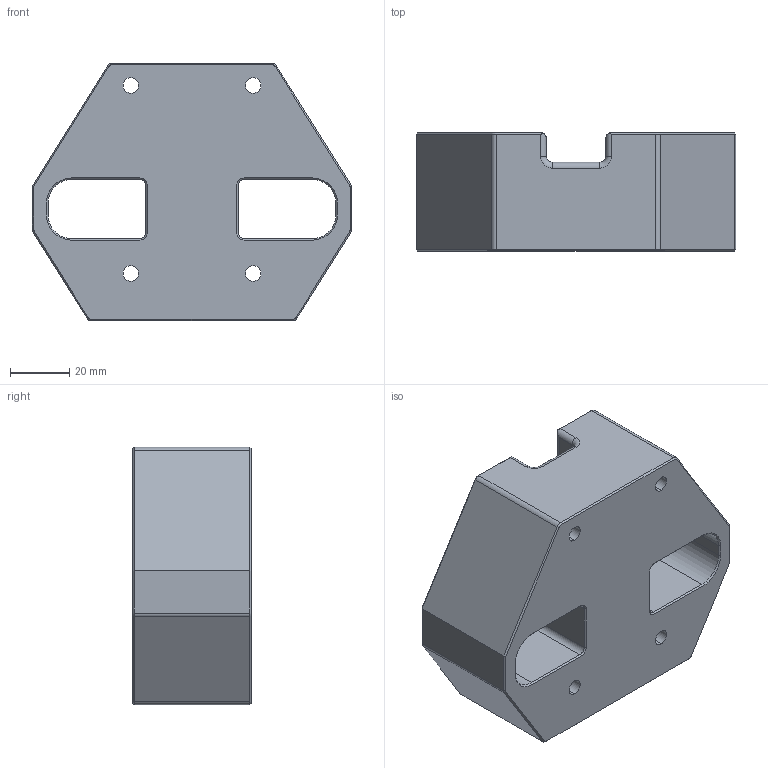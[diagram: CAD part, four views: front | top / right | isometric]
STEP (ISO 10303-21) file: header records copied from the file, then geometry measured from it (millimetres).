
FILE_DESCRIPTION (( 'STEP AP203' ), '1' );
FILE_NAME ('Ïðîñòàâêà 40ìì.STEP', '2021-11-18T13:32:12', ( '' ), ( '' ), 'SwSTEP 2.0', 'SolidWorks 2021', '' );
FILE_SCHEMA (( 'CONFIG_CONTROL_DESIGN' ));
Length unit declared in the file: millimetre
Products named in the file (1): Ïðîñòàâêà 40ìì
Bounding box: 108 x 40 x 87 mm (x, y, z)
Volume: 237853 mm3; surface area: 36915.4 mm2
Topology: 1 solids, 1 shells, 123 faces, 293 edges, 172 vertices
Faces by surface type: plane 56, cylinder 33, cone 30, torus 4
Entity records: 3580 total; most frequent: CARTESIAN_POINT 625, DIRECTION 621, ORIENTED_EDGE 586, EDGE_CURVE 293, AXIS2_PLACEMENT_3D 216, LINE 189, VECTOR 189, VERTEX_POINT 172
